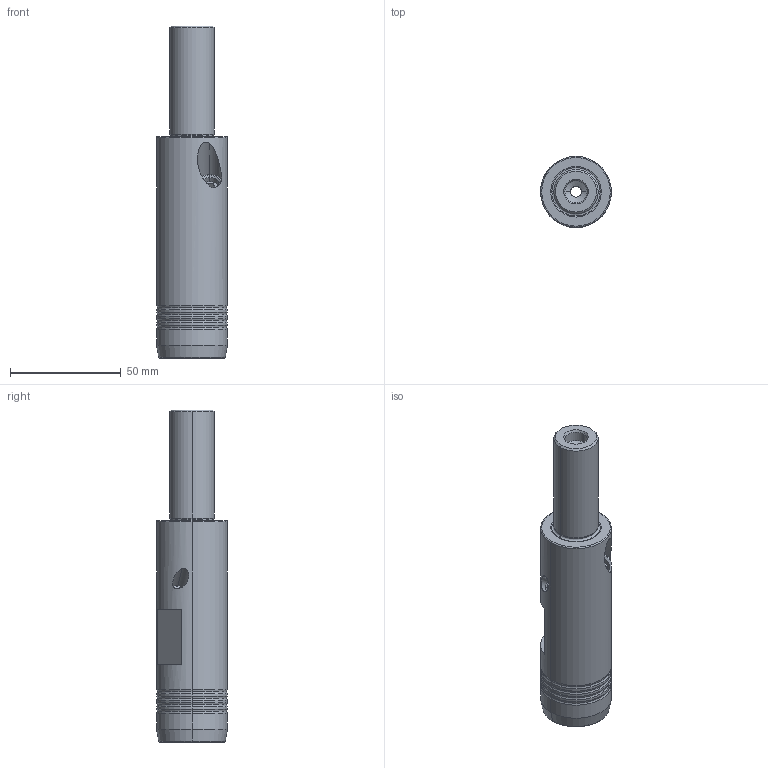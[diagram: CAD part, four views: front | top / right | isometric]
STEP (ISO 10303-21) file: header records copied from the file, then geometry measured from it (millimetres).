
FILE_DESCRIPTION (( 'STEP AP214' ), '1' );
FILE_NAME ('77.020.020 x=100_step.STEP', '2020-09-22T06:20:13', ( '' ), ( '' ), 'SwSTEP 2.0', 'SolidWorks 2018', '' );
FILE_SCHEMA (( 'AUTOMOTIVE_DESIGN' ));
Length unit declared in the file: millimetre
Products named in the file (1): 77.020.020 x=100_step
Bounding box: 32 x 32 x 150 mm (x, y, z)
Volume: 75179.6 mm3; surface area: 36468 mm2
Topology: 8 solids, 8 shells, 326 faces, 735 edges, 437 vertices
Faces by surface type: cylinder 120, cone 94, torus 54, plane 48, bspline 6, sphere 4
Entity records: 19358 total; most frequent: CARTESIAN_POINT 8477, DIRECTION 1603, ORIENTED_EDGE 1456, EDGE_CURVE 728, AXIS2_PLACEMENT_3D 683, VERTEX_POINT 434, CIRCLE 362, EDGE_LOOP 352
